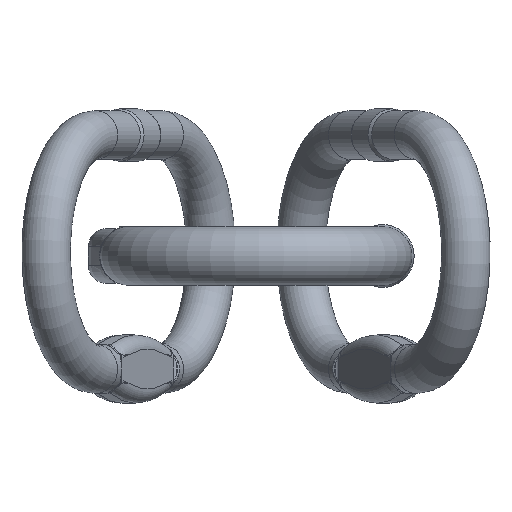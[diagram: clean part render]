
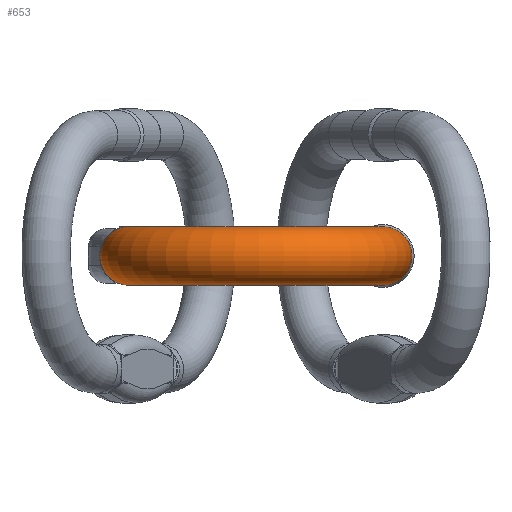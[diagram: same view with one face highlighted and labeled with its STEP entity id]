
A CAD part, front view. The second image highlights one B-rep face of the part: STEP entity #653.
In plain terms, the highlighted toroidal (fillet/blend) face has major radius 130 mm and minor radius 30 mm.
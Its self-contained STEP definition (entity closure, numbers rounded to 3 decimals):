
#598=TOROIDAL_SURFACE('',#6166,130.,30.);
#653=ADVANCED_FACE('',(#1824,#1825),#598,.T.);
#1173=CIRCLE('',#6159,30.);
#1175=CIRCLE('',#6163,30.);
#1824=FACE_BOUND('',#1920,.T.);
#1825=FACE_BOUND('',#1921,.T.);
#1920=EDGE_LOOP('',(#2418));
#1921=EDGE_LOOP('',(#2419));
#2418=ORIENTED_EDGE('',*,*,#4710,.T.);
#2419=ORIENTED_EDGE('',*,*,#4720,.F.);
#4156=VERTEX_POINT('',#7975);
#4166=VERTEX_POINT('',#8085);
#4710=EDGE_CURVE('',#4156,#4156,#1173,.T.);
#4720=EDGE_CURVE('',#4166,#4166,#1175,.T.);
#6159=AXIS2_PLACEMENT_3D('',#7974,#6551,#6552);
#6163=AXIS2_PLACEMENT_3D('',#8084,#6559,#6560);
#6166=AXIS2_PLACEMENT_3D('',#8089,#6565,#6566);
#6551=DIRECTION('',(0.,-1.,0.));
#6552=DIRECTION('',(0.,0.,1.));
#6559=DIRECTION('',(0.,1.,0.));
#6560=DIRECTION('',(0.,0.,1.));
#6565=DIRECTION('',(0.,0.,1.));
#6566=DIRECTION('',(1.,0.,0.));
#7974=CARTESIAN_POINT('',(-130.,-100.,0.));
#7975=CARTESIAN_POINT('',(-130.,-100.,30.));
#8084=CARTESIAN_POINT('',(130.,-100.,0.));
#8085=CARTESIAN_POINT('',(130.,-100.,30.));
#8089=CARTESIAN_POINT('',(0.,-100.,0.));
